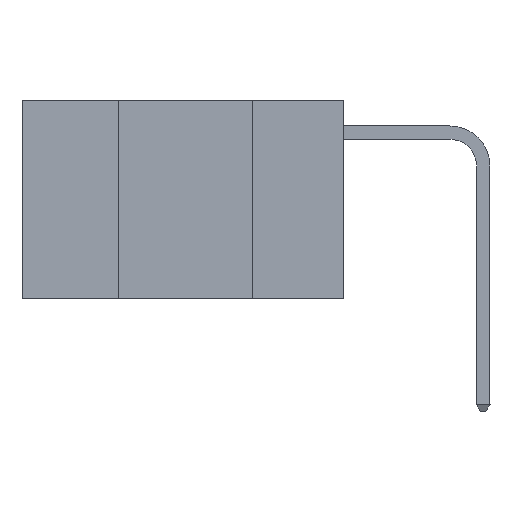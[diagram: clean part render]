
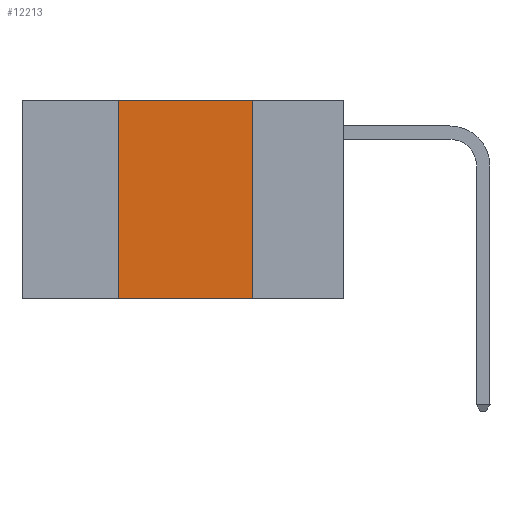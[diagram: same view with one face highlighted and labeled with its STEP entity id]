
A CAD part, left-side view. The second image highlights one B-rep face of the part: STEP entity #12213.
In plain terms, the highlighted planar face has unit normal (-1, 0, 0).
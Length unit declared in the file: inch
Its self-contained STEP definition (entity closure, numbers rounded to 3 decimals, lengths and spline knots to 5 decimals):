
#447 = PLANE ( 'NONE',  #1798 ) ;
#740 = CARTESIAN_POINT ( 'NONE',  ( 0., 0.17, -0.37 ) ) ;
#1491 = VECTOR ( 'NONE', #2636, 39.37008 ) ;
#1798 = AXIS2_PLACEMENT_3D ( 'NONE', #3017, #15138, #8074 ) ;
#2015 = CARTESIAN_POINT ( 'NONE',  ( 0., 0.42, 0. ) ) ;
#2191 = CARTESIAN_POINT ( 'NONE',  ( 0., 0.17, 0. ) ) ;
#2636 = DIRECTION ( 'NONE',  ( 0., -1., 0. ) ) ;
#3017 = CARTESIAN_POINT ( 'NONE',  ( 0., 0.6, 0. ) ) ;
#4598 = DIRECTION ( 'NONE',  ( 0., -1., 0. ) ) ;
#4855 = CARTESIAN_POINT ( 'NONE',  ( 0., 0.17, 0. ) ) ;
#5042 = CARTESIAN_POINT ( 'NONE',  ( 0., 0.42, -0.37 ) ) ;
#5784 = FACE_OUTER_BOUND ( 'NONE', #7717, .T. ) ;
#5979 = ORIENTED_EDGE ( 'NONE', *, *, #8174, .T. ) ;
#6211 = ORIENTED_EDGE ( 'NONE', *, *, #11375, .F. ) ;
#6279 = ORIENTED_EDGE ( 'NONE', *, *, #8374, .F. ) ;
#6544 = ORIENTED_EDGE ( 'NONE', *, *, #14257, .F. ) ;
#7282 = DIRECTION ( 'NONE',  ( 0., 0., -1. ) ) ;
#7582 = DIRECTION ( 'NONE',  ( 0., 0., 1. ) ) ;
#7717 = EDGE_LOOP ( 'NONE', ( #6544, #6279, #6211, #5979 ) ) ;
#8074 = DIRECTION ( 'NONE',  ( 0., 0., -1. ) ) ;
#8174 = EDGE_CURVE ( 'NONE', #8906, #15213, #8749, .T. ) ;
#8260 = VECTOR ( 'NONE', #7582, 39.37008 ) ;
#8374 = EDGE_CURVE ( 'NONE', #11245, #10046, #14156, .T. ) ;
#8749 = LINE ( 'NONE', #14207, #13982 ) ;
#8906 = VERTEX_POINT ( 'NONE', #5042 ) ;
#10046 = VERTEX_POINT ( 'NONE', #2191 ) ;
#11192 = CARTESIAN_POINT ( 'NONE',  ( 0., 0.42, 0. ) ) ;
#11245 = VERTEX_POINT ( 'NONE', #2015 ) ;
#11375 = EDGE_CURVE ( 'NONE', #8906, #11245, #15256, .T. ) ;
#12213 = ADVANCED_FACE ( 'NONE', ( #5784 ), #447, .F. ) ;
#12507 = CARTESIAN_POINT ( 'NONE',  ( 0., 0.6, 0. ) ) ;
#12548 = LINE ( 'NONE', #4855, #14891 ) ;
#13982 = VECTOR ( 'NONE', #4598, 39.37008 ) ;
#14156 = LINE ( 'NONE', #12507, #1491 ) ;
#14207 = CARTESIAN_POINT ( 'NONE',  ( 0., 0.6, -0.37 ) ) ;
#14257 = EDGE_CURVE ( 'NONE', #10046, #15213, #12548, .T. ) ;
#14891 = VECTOR ( 'NONE', #7282, 39.37008 ) ;
#15138 = DIRECTION ( 'NONE',  ( 1., 0., 0. ) ) ;
#15213 = VERTEX_POINT ( 'NONE', #740 ) ;
#15256 = LINE ( 'NONE', #11192, #8260 ) ;
